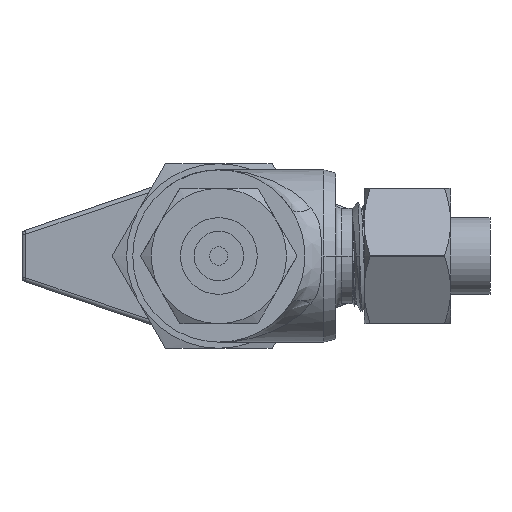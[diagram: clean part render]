
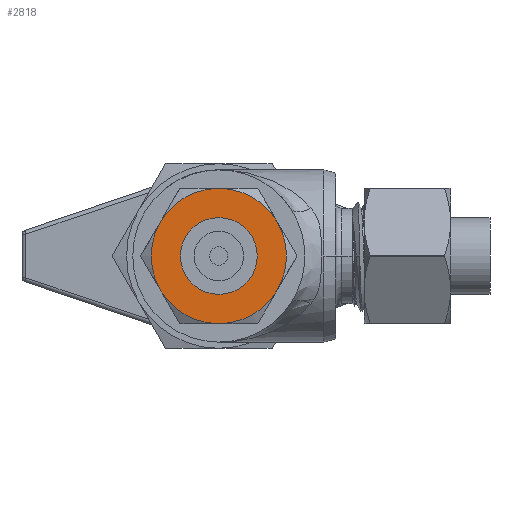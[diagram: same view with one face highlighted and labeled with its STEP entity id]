
A CAD part, front view. The second image highlights one B-rep face of the part: STEP entity #2818.
In plain terms, the highlighted planar face has unit normal (0, -1, 0).
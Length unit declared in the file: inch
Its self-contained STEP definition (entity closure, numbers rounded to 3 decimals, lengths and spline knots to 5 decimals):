
#114 = FACE_OUTER_BOUND ( 'NONE', #2449, .T. ) ;
#285 = DIRECTION ( 'NONE',  ( 0., 1., 0. ) ) ;
#729 = DIRECTION ( 'NONE',  ( 0., 0., 1. ) ) ;
#1077 = CARTESIAN_POINT ( 'NONE',  ( 0., -1.9275, 0. ) ) ;
#1391 = VERTEX_POINT ( 'NONE', #8029 ) ;
#2369 = VERTEX_POINT ( 'NONE', #7793 ) ;
#2399 = DIRECTION ( 'NONE',  ( 0., 0., -1. ) ) ;
#2449 = EDGE_LOOP ( 'NONE', ( #8259, #9528, #39972, #4065, #4332, #19935 ) ) ;
#2818 = ADVANCED_FACE ( 'Defeatured_0_348', ( #23783, #114 ), #13016, .T. ) ;
#2965 = CIRCLE ( 'NONE', #11241, 0.34375 ) ;
#3412 = AXIS2_PLACEMENT_3D ( 'NONE', #30324, #11869, #33407 ) ;
#4065 = ORIENTED_EDGE ( 'NONE', *, *, #17105, .F. ) ;
#4210 = DIRECTION ( 'NONE',  ( 0., 0., -1. ) ) ;
#4332 = ORIENTED_EDGE ( 'NONE', *, *, #34501, .F. ) ;
#4532 = EDGE_LOOP ( 'NONE', ( #24435, #24497 ) ) ;
#4622 = CIRCLE ( 'NONE', #20291, 0.34375 ) ;
#6313 = DIRECTION ( 'NONE',  ( 0., 1., 0. ) ) ;
#6713 = DIRECTION ( 'NONE',  ( 0., -1., 0. ) ) ;
#7793 = CARTESIAN_POINT ( 'NONE',  ( -0.2977, -1.9275, -0.17188 ) ) ;
#8029 = CARTESIAN_POINT ( 'NONE',  ( 0., -1.9275, 0.34375 ) ) ;
#8259 = ORIENTED_EDGE ( 'NONE', *, *, #33904, .F. ) ;
#9256 = CIRCLE ( 'NONE', #26646, 0.195 ) ;
#9528 = ORIENTED_EDGE ( 'NONE', *, *, #32592, .F. ) ;
#9675 = AXIS2_PLACEMENT_3D ( 'NONE', #18792, #285, #21925 ) ;
#10279 = DIRECTION ( 'NONE',  ( 0., 1., 0. ) ) ;
#11241 = AXIS2_PLACEMENT_3D ( 'NONE', #28734, #10279, #31826 ) ;
#11869 = DIRECTION ( 'NONE',  ( 0., 1., 0. ) ) ;
#12490 = CARTESIAN_POINT ( 'NONE',  ( 0., -1.9275, 0. ) ) ;
#13016 = PLANE ( 'NONE',  #30178 ) ;
#13906 = VERTEX_POINT ( 'NONE', #31297 ) ;
#15601 = DIRECTION ( 'NONE',  ( 0., 0., -1. ) ) ;
#16455 = CARTESIAN_POINT ( 'NONE',  ( 0., -1.9275, -0.34375 ) ) ;
#17105 = EDGE_CURVE ( 'Defeatured_0_345+Defeatured_0_348+Defeatured_0_352+Defeatured_0_351', #13906, #1391, #2965, .T. ) ;
#17425 = VERTEX_POINT ( 'NONE', #21083 ) ;
#17781 = EDGE_CURVE ( 'Defeatured_0_346+Defeatured_0_348+Defeatured_0_351+Defeatured_0_350', #1391, #32366, #34479, .T. ) ;
#18464 = AXIS2_PLACEMENT_3D ( 'NONE', #24782, #6313, #27867 ) ;
#18792 = CARTESIAN_POINT ( 'NONE',  ( 0., -1.9275, 0. ) ) ;
#19216 = DIRECTION ( 'NONE',  ( 0., -1., 0. ) ) ;
#19935 = ORIENTED_EDGE ( 'NONE', *, *, #26093, .F. ) ;
#19956 = CIRCLE ( 'NONE', #26171, 0.34375 ) ;
#20291 = AXIS2_PLACEMENT_3D ( 'NONE', #1077, #22687, #4210 ) ;
#20893 = DIRECTION ( 'NONE',  ( 0., -1., 0. ) ) ;
#21083 = CARTESIAN_POINT ( 'NONE',  ( 0., -1.9275, -0.195 ) ) ;
#21925 = DIRECTION ( 'NONE',  ( 0., 0., -1. ) ) ;
#22687 = DIRECTION ( 'NONE',  ( 0., 1., 0. ) ) ;
#22970 = CIRCLE ( 'NONE', #3412, 0.34375 ) ;
#23783 = FACE_BOUND ( 'NONE', #4532, .T. ) ;
#24435 = ORIENTED_EDGE ( 'NONE', *, *, #29662, .F. ) ;
#24497 = ORIENTED_EDGE ( 'NONE', *, *, #37086, .F. ) ;
#24782 = CARTESIAN_POINT ( 'NONE',  ( 0., -1.9275, 0. ) ) ;
#25181 = CARTESIAN_POINT ( 'NONE',  ( 0., -1.9275, 0. ) ) ;
#26093 = EDGE_CURVE ( 'Defeatured_0_342+Defeatured_0_348+Defeatured_0_354+Defeatured_0_353', #38678, #2369, #22970, .T. ) ;
#26171 = AXIS2_PLACEMENT_3D ( 'NONE', #12490, #34060, #15601 ) ;
#26646 = AXIS2_PLACEMENT_3D ( 'NONE', #25181, #6713, #28281 ) ;
#27867 = DIRECTION ( 'NONE',  ( 0., 0., -1. ) ) ;
#28281 = DIRECTION ( 'NONE',  ( 0., 0., -1. ) ) ;
#28635 = CIRCLE ( 'NONE', #18464, 0.34375 ) ;
#28734 = CARTESIAN_POINT ( 'NONE',  ( 0., -1.9275, 0. ) ) ;
#28816 = AXIS2_PLACEMENT_3D ( 'NONE', #39298, #20893, #2399 ) ;
#29662 = EDGE_CURVE ( 'Defeatured_0_355+Defeatured_0_348+Defeatured_0_348+Defeatured_0_348', #17425, #36066, #9256, .T. ) ;
#30178 = AXIS2_PLACEMENT_3D ( 'NONE', #34179, #19216, #729 ) ;
#30244 = VERTEX_POINT ( 'NONE', #39132 ) ;
#30324 = CARTESIAN_POINT ( 'NONE',  ( 0., -1.9275, 0. ) ) ;
#31297 = CARTESIAN_POINT ( 'NONE',  ( -0.2977, -1.9275, 0.17187 ) ) ;
#31706 = CARTESIAN_POINT ( 'NONE',  ( 0.2977, -1.9275, 0.17187 ) ) ;
#31826 = DIRECTION ( 'NONE',  ( 0., 0., -1. ) ) ;
#32366 = VERTEX_POINT ( 'NONE', #31706 ) ;
#32592 = EDGE_CURVE ( 'Defeatured_0_347+Defeatured_0_348+Defeatured_0_350+Defeatured_0_349', #32366, #30244, #4622, .T. ) ;
#32777 = CIRCLE ( 'NONE', #28816, 0.195 ) ;
#33407 = DIRECTION ( 'NONE',  ( 0., 0., -1. ) ) ;
#33904 = EDGE_CURVE ( 'Defeatured_0_343+Defeatured_0_348+Defeatured_0_349+Defeatured_0_354', #30244, #38678, #19956, .T. ) ;
#34060 = DIRECTION ( 'NONE',  ( 0., 1., 0. ) ) ;
#34179 = CARTESIAN_POINT ( 'NONE',  ( -0.34375, -1.9275, 0. ) ) ;
#34479 = CIRCLE ( 'NONE', #9675, 0.34375 ) ;
#34501 = EDGE_CURVE ( 'Defeatured_0_344+Defeatured_0_348+Defeatured_0_353+Defeatured_0_352', #2369, #13906, #28635, .T. ) ;
#34727 = CARTESIAN_POINT ( 'NONE',  ( 0., -1.9275, 0.195 ) ) ;
#36066 = VERTEX_POINT ( 'NONE', #34727 ) ;
#37086 = EDGE_CURVE ( 'Defeatured_0_355+Defeatured_0_348+Defeatured_0_348+Defeatured_0_348', #36066, #17425, #32777, .T. ) ;
#38678 = VERTEX_POINT ( 'NONE', #16455 ) ;
#39132 = CARTESIAN_POINT ( 'NONE',  ( 0.2977, -1.9275, -0.17188 ) ) ;
#39298 = CARTESIAN_POINT ( 'NONE',  ( 0., -1.9275, 0. ) ) ;
#39972 = ORIENTED_EDGE ( 'NONE', *, *, #17781, .F. ) ;
